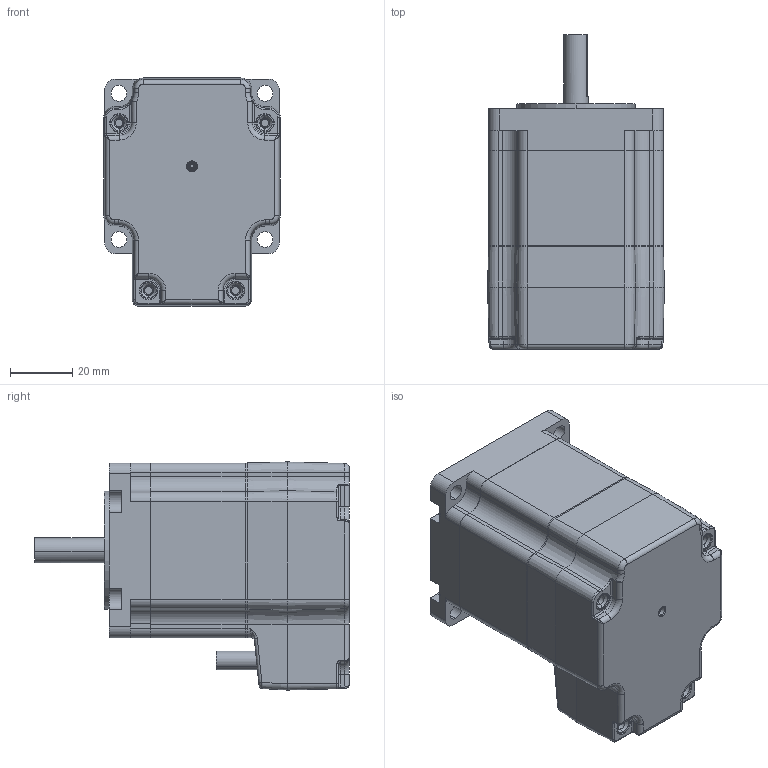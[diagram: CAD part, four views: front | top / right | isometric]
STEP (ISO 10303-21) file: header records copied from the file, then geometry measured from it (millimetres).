
FILE_DESCRIPTION (( 'STEP AP214' ), '1' );
FILE_NAME ('陔SS23蚾饜极.STEP', '2012-10-17T02:17:47', ( 'Sky123.Org' ), ( 'Sky123.Org' ), 'SwSTEP 2.0', 'SolidWorks 2011', '' );
FILE_SCHEMA (( 'AUTOMOTIVE_DESIGN' ));
Products named in the file (15): SS17盄旰; SS17盄諶; SS揤盄裔啣; Oﾐﾍﾈｦ｣ｨ6｣ｩ; 陔SS23鎮湛傷裔; 新SS23密封圈; 陔SS23奻裔; SS23萇儂蚾饜极; SS23隅赽; 棠詩; MS6.666.012; 粣; 粣創1; SS23ヶ傷裔; 陔SS23蚾饜极
Assembly tree (18 placements, depth 3):
  陔SS23蚾饜极
    陔SS23鎮湛傷裔
    Oﾐﾍﾈｦ｣ｨ6｣ｩ  x2
    SS揤盄裔啣
    SS17盄諶
    SS17盄旰  x2
    SS23萇儂蚾饜极
      粣創1  x2
      MS6.666.012  x2
      棠詩
      粣
      SS23隅赽
    陔SS23奻裔
    新SS23密封圈
    SS23ヶ傷裔
Bounding box: 57.06 x 101.5 x 73.58 mm (x, y, z)
Volume: 141994.8 mm3; surface area: 89631.9 mm2
Topology: 17 solids, 17 shells, 2458 faces, 6779 edges, 4380 vertices
Faces by surface type: cylinder 1521, plane 647, torus 136, cone 96, bspline 54, sphere 4
Entity records: 67330 total; most frequent: CARTESIAN_POINT 14898, DIRECTION 11716, ORIENTED_EDGE 10716, EDGE_CURVE 5358, AXIS2_PLACEMENT_3D 4556, VERTEX_POINT 3450, CIRCLE 2608, VECTOR 2604
